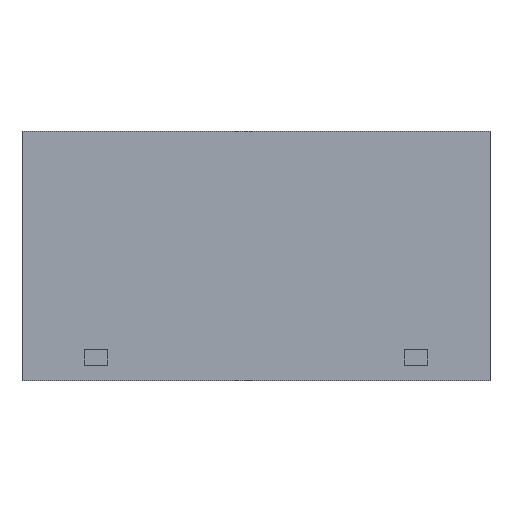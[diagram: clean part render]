
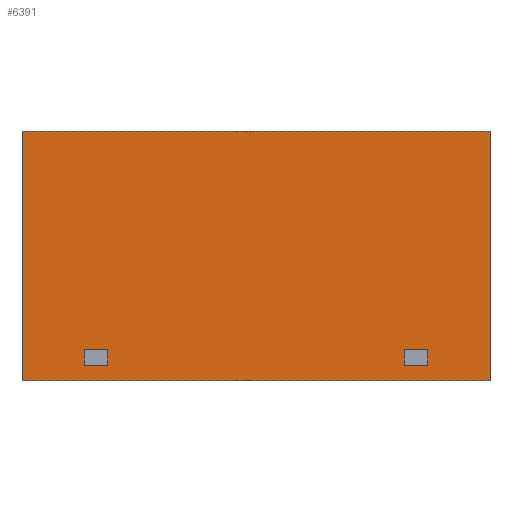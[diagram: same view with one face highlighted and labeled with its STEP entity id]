
A CAD part, front view. The second image highlights one B-rep face of the part: STEP entity #6391.
In plain terms, the highlighted planar face has unit normal (0, -1, 0).
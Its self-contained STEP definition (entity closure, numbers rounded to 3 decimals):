
#104 = DIRECTION ( 'NONE',  ( 0., 0., -1. ) ) ;
#804 = CARTESIAN_POINT ( 'NONE',  ( 18.9, 8.076, 0.1 ) ) ;
#854 = EDGE_LOOP ( 'NONE', ( #14850, #5657, #22642, #2277 ) ) ;
#1081 = VECTOR ( 'NONE', #6271, 1000. ) ;
#1188 = LINE ( 'NONE', #8310, #6638 ) ;
#1235 = EDGE_CURVE ( 'NONE', #6641, #22465, #8665, .T. ) ;
#1399 = CARTESIAN_POINT ( 'NONE',  ( 16.45, 8.076, 1.5 ) ) ;
#1503 = VECTOR ( 'NONE', #18376, 1000. ) ;
#1848 = DIRECTION ( 'NONE',  ( -1., 0., 0. ) ) ;
#2057 = VECTOR ( 'NONE', #12159, 1000. ) ;
#2277 = ORIENTED_EDGE ( 'NONE', *, *, #22886, .T. ) ;
#2390 = EDGE_CURVE ( 'NONE', #3469, #7941, #8043, .T. ) ;
#2457 = CARTESIAN_POINT ( 'NONE',  ( 19.45, 8.076, -0.1 ) ) ;
#2738 = VERTEX_POINT ( 'NONE', #7984 ) ;
#2861 = VECTOR ( 'NONE', #1848, 1000. ) ;
#3277 = CARTESIAN_POINT ( 'NONE',  ( 16.45, 8.076, 1.5 ) ) ;
#3469 = VERTEX_POINT ( 'NONE', #7584 ) ;
#3651 = DIRECTION ( 'NONE',  ( 0., 0., -1. ) ) ;
#3667 = ORIENTED_EDGE ( 'NONE', *, *, #16195, .F. ) ;
#4111 = CARTESIAN_POINT ( 'NONE',  ( 19.05, 8.076, 0. ) ) ;
#4519 = CARTESIAN_POINT ( 'NONE',  ( 16.85, 8.076, 0. ) ) ;
#4550 = DIRECTION ( 'NONE',  ( 0., 0., -1. ) ) ;
#4610 = EDGE_CURVE ( 'NONE', #22179, #12977, #15444, .T. ) ;
#4901 = LINE ( 'NONE', #20851, #19743 ) ;
#5274 = DIRECTION ( 'NONE',  ( 0., -1., 0. ) ) ;
#5498 = FACE_BOUND ( 'NONE', #19194, .T. ) ;
#5657 = ORIENTED_EDGE ( 'NONE', *, *, #4610, .F. ) ;
#6086 = DIRECTION ( 'NONE',  ( 1., 0., 0. ) ) ;
#6127 = EDGE_LOOP ( 'NONE', ( #20793, #8150, #20119, #23069 ) ) ;
#6205 = LINE ( 'NONE', #20635, #19796 ) ;
#6271 = DIRECTION ( 'NONE',  ( 1., 0., 0. ) ) ;
#6391 = ADVANCED_FACE ( 'NONE', ( #19344, #7141, #5498 ), #19683, .T. ) ;
#6543 = EDGE_CURVE ( 'NONE', #22465, #13726, #4901, .T. ) ;
#6638 = VECTOR ( 'NONE', #19694, 1000. ) ;
#6641 = VERTEX_POINT ( 'NONE', #804 ) ;
#6645 = AXIS2_PLACEMENT_3D ( 'NONE', #3277, #5274, #104 ) ;
#6791 = LINE ( 'NONE', #15810, #8922 ) ;
#7001 = VECTOR ( 'NONE', #21943, 1000. ) ;
#7010 = CARTESIAN_POINT ( 'NONE',  ( 19.45, 8.076, 1.5 ) ) ;
#7141 = FACE_BOUND ( 'NONE', #6127, .T. ) ;
#7229 = ORIENTED_EDGE ( 'NONE', *, *, #1235, .T. ) ;
#7584 = CARTESIAN_POINT ( 'NONE',  ( 17., 8.076, 0.1 ) ) ;
#7941 = VERTEX_POINT ( 'NONE', #21428 ) ;
#7984 = CARTESIAN_POINT ( 'NONE',  ( 18.9, 8.076, 0. ) ) ;
#8043 = LINE ( 'NONE', #13680, #2057 ) ;
#8150 = ORIENTED_EDGE ( 'NONE', *, *, #18778, .F. ) ;
#8310 = CARTESIAN_POINT ( 'NONE',  ( 16.85, 8.076, 0.1 ) ) ;
#8402 = CARTESIAN_POINT ( 'NONE',  ( 19.45, 8.076, 1.5 ) ) ;
#8474 = ORIENTED_EDGE ( 'NONE', *, *, #6543, .T. ) ;
#8665 = LINE ( 'NONE', #19462, #17884 ) ;
#8876 = EDGE_CURVE ( 'NONE', #13843, #3469, #21796, .T. ) ;
#8922 = VECTOR ( 'NONE', #15583, 1000. ) ;
#9958 = VERTEX_POINT ( 'NONE', #13064 ) ;
#10545 = DIRECTION ( 'NONE',  ( 1., 0., 0. ) ) ;
#11383 = CARTESIAN_POINT ( 'NONE',  ( 16.45, 8.076, -0.1 ) ) ;
#11837 = CARTESIAN_POINT ( 'NONE',  ( 16.85, 8.076, 0.1 ) ) ;
#12159 = DIRECTION ( 'NONE',  ( 0., 0., -1. ) ) ;
#12173 = CARTESIAN_POINT ( 'NONE',  ( 16.45, 8.076, -0.1 ) ) ;
#12977 = VERTEX_POINT ( 'NONE', #2457 ) ;
#12989 = CARTESIAN_POINT ( 'NONE',  ( 16.85, 8.076, 0.1 ) ) ;
#13064 = CARTESIAN_POINT ( 'NONE',  ( 16.45, 8.076, 1.5 ) ) ;
#13146 = LINE ( 'NONE', #11383, #7001 ) ;
#13445 = CARTESIAN_POINT ( 'NONE',  ( 19.05, 8.076, 0.1 ) ) ;
#13680 = CARTESIAN_POINT ( 'NONE',  ( 17., 8.076, 0.1 ) ) ;
#13726 = VERTEX_POINT ( 'NONE', #4111 ) ;
#13843 = VERTEX_POINT ( 'NONE', #11837 ) ;
#14231 = VECTOR ( 'NONE', #3651, 1000. ) ;
#14646 = EDGE_CURVE ( 'NONE', #16712, #7941, #20588, .T. ) ;
#14850 = ORIENTED_EDGE ( 'NONE', *, *, #18621, .F. ) ;
#15444 = LINE ( 'NONE', #8402, #21164 ) ;
#15583 = DIRECTION ( 'NONE',  ( 0., 0., -1. ) ) ;
#15810 = CARTESIAN_POINT ( 'NONE',  ( 16.45, 8.076, 1.5 ) ) ;
#16195 = EDGE_CURVE ( 'NONE', #6641, #2738, #20785, .T. ) ;
#16712 = VERTEX_POINT ( 'NONE', #22699 ) ;
#17711 = ORIENTED_EDGE ( 'NONE', *, *, #22653, .F. ) ;
#17884 = VECTOR ( 'NONE', #10545, 1000. ) ;
#18011 = EDGE_CURVE ( 'NONE', #22179, #9958, #21208, .T. ) ;
#18376 = DIRECTION ( 'NONE',  ( 1., 0., 0. ) ) ;
#18621 = EDGE_CURVE ( 'NONE', #12977, #21381, #13146, .T. ) ;
#18778 = EDGE_CURVE ( 'NONE', #13843, #16712, #1188, .T. ) ;
#19194 = EDGE_LOOP ( 'NONE', ( #17711, #3667, #7229, #8474 ) ) ;
#19344 = FACE_OUTER_BOUND ( 'NONE', #854, .T. ) ;
#19462 = CARTESIAN_POINT ( 'NONE',  ( 18.9, 8.076, 0.1 ) ) ;
#19490 = CARTESIAN_POINT ( 'NONE',  ( 18.9, 8.076, 0.1 ) ) ;
#19683 = PLANE ( 'NONE',  #6645 ) ;
#19694 = DIRECTION ( 'NONE',  ( 0., 0., -1. ) ) ;
#19743 = VECTOR ( 'NONE', #4550, 1000. ) ;
#19796 = VECTOR ( 'NONE', #6086, 1000. ) ;
#20119 = ORIENTED_EDGE ( 'NONE', *, *, #8876, .T. ) ;
#20588 = LINE ( 'NONE', #4519, #1081 ) ;
#20635 = CARTESIAN_POINT ( 'NONE',  ( 18.9, 8.076, 0. ) ) ;
#20785 = LINE ( 'NONE', #19490, #14231 ) ;
#20793 = ORIENTED_EDGE ( 'NONE', *, *, #14646, .F. ) ;
#20851 = CARTESIAN_POINT ( 'NONE',  ( 19.05, 8.076, 0.1 ) ) ;
#21087 = DIRECTION ( 'NONE',  ( 0., 0., -1. ) ) ;
#21164 = VECTOR ( 'NONE', #21087, 1000. ) ;
#21208 = LINE ( 'NONE', #1399, #2861 ) ;
#21381 = VERTEX_POINT ( 'NONE', #12173 ) ;
#21428 = CARTESIAN_POINT ( 'NONE',  ( 17., 8.076, 0. ) ) ;
#21796 = LINE ( 'NONE', #12989, #1503 ) ;
#21943 = DIRECTION ( 'NONE',  ( -1., 0., 0. ) ) ;
#22179 = VERTEX_POINT ( 'NONE', #7010 ) ;
#22465 = VERTEX_POINT ( 'NONE', #13445 ) ;
#22642 = ORIENTED_EDGE ( 'NONE', *, *, #18011, .T. ) ;
#22653 = EDGE_CURVE ( 'NONE', #2738, #13726, #6205, .T. ) ;
#22699 = CARTESIAN_POINT ( 'NONE',  ( 16.85, 8.076, 0. ) ) ;
#22886 = EDGE_CURVE ( 'NONE', #9958, #21381, #6791, .T. ) ;
#23069 = ORIENTED_EDGE ( 'NONE', *, *, #2390, .T. ) ;
